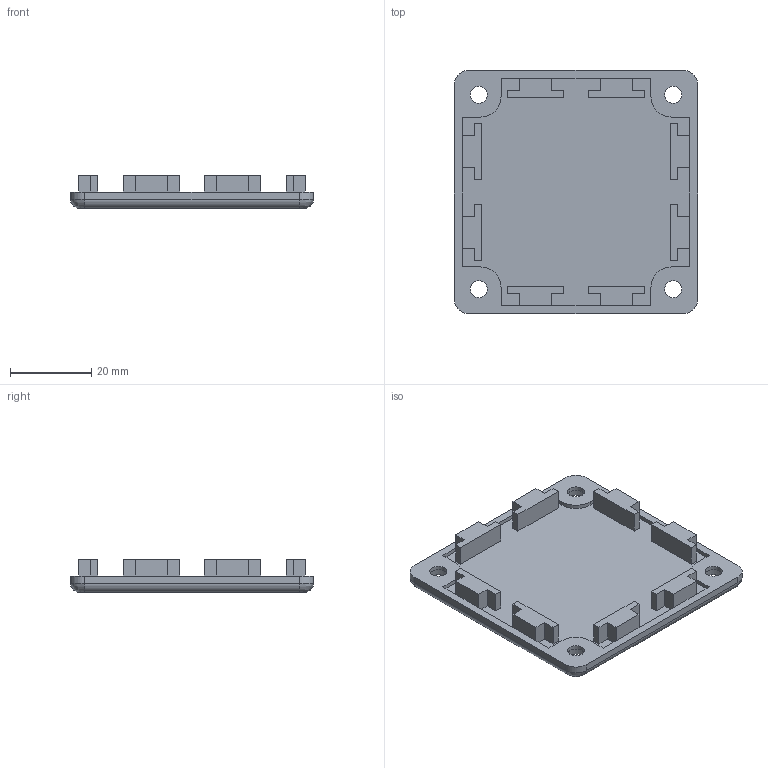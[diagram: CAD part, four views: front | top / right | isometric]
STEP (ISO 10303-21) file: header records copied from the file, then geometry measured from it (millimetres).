
FILE_DESCRIPTION(/* description */ (''),/* implementation_level */ '2;1');
FILE_NAME(/* name */ 'SZ0049S.stp',/* time_stamp */ '2022-03-04T08:54:59+01:00',/* author */ ('matthiasboeke'),/* organization */ (''),/* preprocessor_version */ 'ST-DEVELOPER v18.1',/* originating_system */ 'Autodesk Inventor 2020',/* authorisation */ '');
FILE_SCHEMA (('AUTOMOTIVE_DESIGN { 1 0 10303 214 3 1 1 }'));
Length unit declared in the file: millimetre
Products named in the file (1): SZ0049S
Bounding box: 60 x 60 x 8 mm (x, y, z)
Volume: 12561.5 mm3; surface area: 9724.8 mm2
Topology: 1 solids, 1 shells, 131 faces, 364 edges, 236 vertices
Faces by surface type: plane 107, cylinder 20, bspline 4
Full cylindrical faces by diameter (mm): 4.2 x4, 8.2 x4
Entity records: 4259 total; most frequent: CARTESIAN_POINT 838, ORIENTED_EDGE 728, DIRECTION 664, EDGE_CURVE 364, LINE 300, VECTOR 300, VERTEX_POINT 236, AXIS2_PLACEMENT_3D 182
